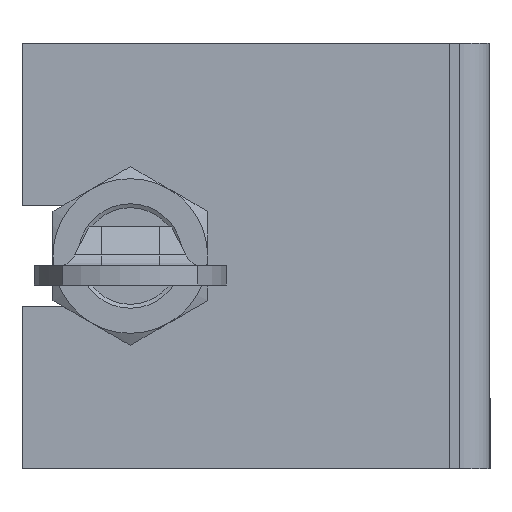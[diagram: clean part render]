
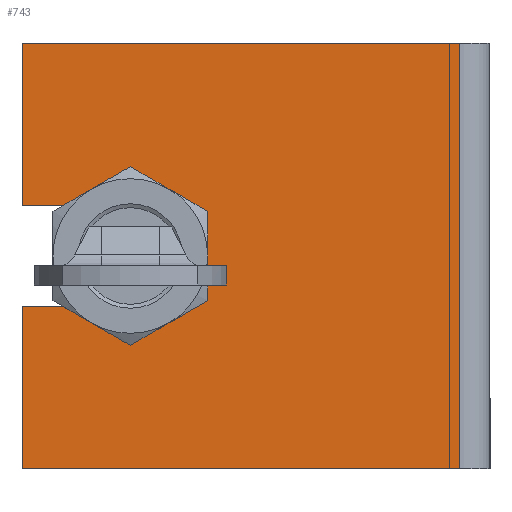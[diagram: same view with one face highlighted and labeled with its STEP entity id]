
A CAD part, left-side view. The second image highlights one B-rep face of the part: STEP entity #743.
In plain terms, the highlighted face is planar.
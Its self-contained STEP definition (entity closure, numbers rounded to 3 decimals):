
#35 = CARTESIAN_POINT ( 'NONE',  ( 2.6, 0., -1.6 ) ) ;
#66 = VECTOR ( 'NONE', #1749, 1000. ) ;
#236 = CIRCLE ( 'NONE', #740, 2.6 ) ;
#290 = DIRECTION ( 'NONE',  ( 0., 0., 1. ) ) ;
#297 = EDGE_CURVE ( 'NONE', #524, #1804, #2549, .T. ) ;
#318 = CARTESIAN_POINT ( 'NONE',  ( 11., -17., -1.6 ) ) ;
#322 = ORIENTED_EDGE ( 'NONE', *, *, #3526, .T. ) ;
#330 = VECTOR ( 'NONE', #1656, 1000. ) ;
#439 = VERTEX_POINT ( 'NONE', #534 ) ;
#447 = VERTEX_POINT ( 'NONE', #35 ) ;
#467 = LINE ( 'NONE', #3143, #3180 ) ;
#523 = VECTOR ( 'NONE', #3124, 1000. ) ;
#524 = VERTEX_POINT ( 'NONE', #1595 ) ;
#534 = CARTESIAN_POINT ( 'NONE',  ( -2.6, 0., -1.6 ) ) ;
#598 = EDGE_CURVE ( 'NONE', #439, #447, #236, .T. ) ;
#618 = VECTOR ( 'NONE', #3432, 1000. ) ;
#740 = AXIS2_PLACEMENT_3D ( 'NONE', #797, #3014, #3035 ) ;
#743 = ADVANCED_FACE ( 'NONE', ( #2456 ), #3379, .F. ) ;
#793 = LINE ( 'NONE', #2897, #618 ) ;
#797 = CARTESIAN_POINT ( 'NONE',  ( 0., 0., -1.6 ) ) ;
#935 = CARTESIAN_POINT ( 'NONE',  ( -2.6, 0., -1.6 ) ) ;
#1029 = ORIENTED_EDGE ( 'NONE', *, *, #1491, .T. ) ;
#1039 = EDGE_CURVE ( 'NONE', #447, #3424, #467, .T. ) ;
#1081 = AXIS2_PLACEMENT_3D ( 'NONE', #1717, #290, #1965 ) ;
#1195 = CARTESIAN_POINT ( 'NONE',  ( -2.6, 5.6, -1.6 ) ) ;
#1246 = LINE ( 'NONE', #1664, #330 ) ;
#1265 = LINE ( 'NONE', #318, #523 ) ;
#1388 = VERTEX_POINT ( 'NONE', #3064 ) ;
#1449 = VERTEX_POINT ( 'NONE', #1961 ) ;
#1455 = EDGE_CURVE ( 'NONE', #2464, #1388, #1246, .T. ) ;
#1476 = ORIENTED_EDGE ( 'NONE', *, *, #1767, .T. ) ;
#1491 = EDGE_CURVE ( 'NONE', #1449, #1388, #2001, .T. ) ;
#1506 = CARTESIAN_POINT ( 'NONE',  ( 11., 5.6, -1.6 ) ) ;
#1508 = VECTOR ( 'NONE', #2910, 1000. ) ;
#1553 = DIRECTION ( 'NONE',  ( 0., 1., 0. ) ) ;
#1595 = CARTESIAN_POINT ( 'NONE',  ( 11., -17., -1.6 ) ) ;
#1656 = DIRECTION ( 'NONE',  ( -1., 0., 0. ) ) ;
#1664 = CARTESIAN_POINT ( 'NONE',  ( 11., 5.6, -1.6 ) ) ;
#1717 = CARTESIAN_POINT ( 'NONE',  ( 11., 5.6, -1.6 ) ) ;
#1749 = DIRECTION ( 'NONE',  ( 0., 1., 0. ) ) ;
#1753 = EDGE_LOOP ( 'NONE', ( #2590, #322, #1029, #1993, #1476, #2822, #3104, #2397 ) ) ;
#1767 = EDGE_CURVE ( 'NONE', #2464, #439, #2251, .T. ) ;
#1804 = VERTEX_POINT ( 'NONE', #1506 ) ;
#1908 = DIRECTION ( 'NONE',  ( 0., 1., 0. ) ) ;
#1946 = CARTESIAN_POINT ( 'NONE',  ( 2.6, 5.6, -1.6 ) ) ;
#1961 = CARTESIAN_POINT ( 'NONE',  ( -11., -17., -1.6 ) ) ;
#1965 = DIRECTION ( 'NONE',  ( 0., -1., 0. ) ) ;
#1993 = ORIENTED_EDGE ( 'NONE', *, *, #1455, .F. ) ;
#2001 = LINE ( 'NONE', #2289, #66 ) ;
#2251 = LINE ( 'NONE', #935, #1508 ) ;
#2289 = CARTESIAN_POINT ( 'NONE',  ( -11., 5.6, -1.6 ) ) ;
#2397 = ORIENTED_EDGE ( 'NONE', *, *, #2960, .F. ) ;
#2456 = FACE_OUTER_BOUND ( 'NONE', #1753, .T. ) ;
#2464 = VERTEX_POINT ( 'NONE', #1195 ) ;
#2549 = LINE ( 'NONE', #3278, #3001 ) ;
#2590 = ORIENTED_EDGE ( 'NONE', *, *, #297, .F. ) ;
#2822 = ORIENTED_EDGE ( 'NONE', *, *, #598, .T. ) ;
#2897 = CARTESIAN_POINT ( 'NONE',  ( 11., 5.6, -1.6 ) ) ;
#2910 = DIRECTION ( 'NONE',  ( 0., -1., 0. ) ) ;
#2960 = EDGE_CURVE ( 'NONE', #1804, #3424, #793, .T. ) ;
#3001 = VECTOR ( 'NONE', #1908, 1000. ) ;
#3014 = DIRECTION ( 'NONE',  ( 0., 0., 1. ) ) ;
#3035 = DIRECTION ( 'NONE',  ( 1., 0., 0. ) ) ;
#3064 = CARTESIAN_POINT ( 'NONE',  ( -11., 5.6, -1.6 ) ) ;
#3104 = ORIENTED_EDGE ( 'NONE', *, *, #1039, .T. ) ;
#3124 = DIRECTION ( 'NONE',  ( -1., 0., 0. ) ) ;
#3143 = CARTESIAN_POINT ( 'NONE',  ( 2.6, 5.6, -1.6 ) ) ;
#3180 = VECTOR ( 'NONE', #1553, 1000. ) ;
#3278 = CARTESIAN_POINT ( 'NONE',  ( 11., 5.6, -1.6 ) ) ;
#3379 = PLANE ( 'NONE',  #1081 ) ;
#3424 = VERTEX_POINT ( 'NONE', #1946 ) ;
#3432 = DIRECTION ( 'NONE',  ( -1., 0., 0. ) ) ;
#3526 = EDGE_CURVE ( 'NONE', #524, #1449, #1265, .T. ) ;
